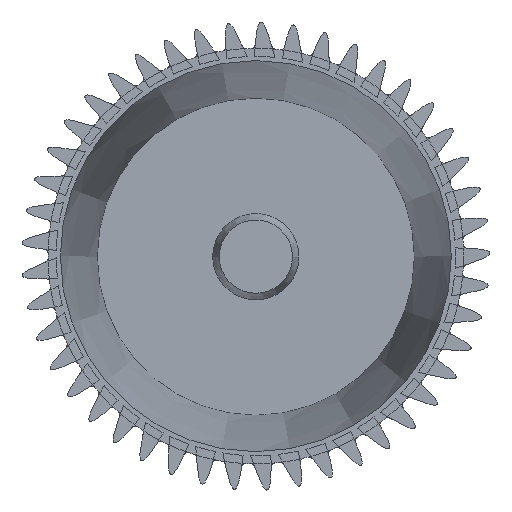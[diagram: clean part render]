
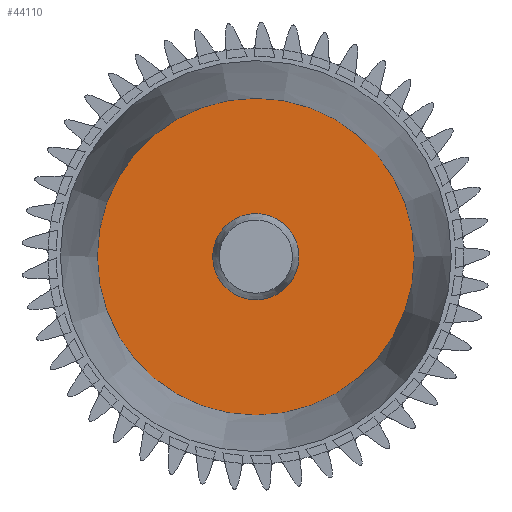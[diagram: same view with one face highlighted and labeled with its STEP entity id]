
A CAD part, top view. The second image highlights one B-rep face of the part: STEP entity #44110.
In plain terms, the highlighted planar face has unit normal (0, 0, 1).
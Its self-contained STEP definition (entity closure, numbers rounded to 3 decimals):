
#7960 = CONICAL_SURFACE('',#7961,39.,0.108);
#7961 = AXIS2_PLACEMENT_3D('',#7962,#7963,#7964);
#7962 = CARTESIAN_POINT('',(0.,0.,0.));
#7963 = DIRECTION('',(0.,0.,1.));
#7964 = DIRECTION('',(1.,0.,0.));
#25934 = EDGE_CURVE('',#25935,#25935,#25937,.T.);
#25935 = VERTEX_POINT('',#25936);
#25936 = CARTESIAN_POINT('',(39.,0.,0.));
#25937 = SURFACE_CURVE('',#25938,(#25943,#25950),.PCURVE_S1.);
#25938 = CIRCLE('',#25939,39.);
#25939 = AXIS2_PLACEMENT_3D('',#25940,#25941,#25942);
#25940 = CARTESIAN_POINT('',(0.,0.,0.));
#25941 = DIRECTION('',(0.,0.,-1.));
#25942 = DIRECTION('',(1.,0.,0.));
#25943 = PCURVE('',#7960,#25944);
#25944 = DEFINITIONAL_REPRESENTATION('',(#25945),#25949);
#25945 = LINE('',#25946,#25947);
#25946 = CARTESIAN_POINT('',(-0.,0.));
#25947 = VECTOR('',#25948,1.);
#25948 = DIRECTION('',(-1.,0.));
#25949 = ( GEOMETRIC_REPRESENTATION_CONTEXT(2) 
PARAMETRIC_REPRESENTATION_CONTEXT() REPRESENTATION_CONTEXT('2D SPACE',''
  ) );
#25950 = PCURVE('',#25951,#25956);
#25951 = PLANE('',#25952);
#25952 = AXIS2_PLACEMENT_3D('',#25953,#25954,#25955);
#25953 = CARTESIAN_POINT('',(0.,0.,0.));
#25954 = DIRECTION('',(0.,0.,-1.));
#25955 = DIRECTION('',(1.,0.,0.));
#25956 = DEFINITIONAL_REPRESENTATION('',(#25957),#25961);
#25957 = CIRCLE('',#25958,39.);
#25958 = AXIS2_PLACEMENT_2D('',#25959,#25960);
#25959 = CARTESIAN_POINT('',(0.,0.));
#25960 = DIRECTION('',(1.,-0.));
#25961 = ( GEOMETRIC_REPRESENTATION_CONTEXT(2) 
PARAMETRIC_REPRESENTATION_CONTEXT() REPRESENTATION_CONTEXT('2D SPACE',''
  ) );
#44110 = ADVANCED_FACE('',(#44111,#44142),#25951,.F.);
#44111 = FACE_BOUND('',#44112,.T.);
#44112 = EDGE_LOOP('',(#44113));
#44113 = ORIENTED_EDGE('',*,*,#44114,.T.);
#44114 = EDGE_CURVE('',#44115,#44115,#44117,.T.);
#44115 = VERTEX_POINT('',#44116);
#44116 = CARTESIAN_POINT('',(10.608,0.,0.));
#44117 = SURFACE_CURVE('',#44118,(#44123,#44130),.PCURVE_S1.);
#44118 = CIRCLE('',#44119,10.608);
#44119 = AXIS2_PLACEMENT_3D('',#44120,#44121,#44122);
#44120 = CARTESIAN_POINT('',(0.,0.,0.));
#44121 = DIRECTION('',(0.,0.,-1.));
#44122 = DIRECTION('',(1.,0.,0.));
#44123 = PCURVE('',#25951,#44124);
#44124 = DEFINITIONAL_REPRESENTATION('',(#44125),#44129);
#44125 = CIRCLE('',#44126,10.608);
#44126 = AXIS2_PLACEMENT_2D('',#44127,#44128);
#44127 = CARTESIAN_POINT('',(0.,0.));
#44128 = DIRECTION('',(1.,-0.));
#44129 = ( GEOMETRIC_REPRESENTATION_CONTEXT(2) 
PARAMETRIC_REPRESENTATION_CONTEXT() REPRESENTATION_CONTEXT('2D SPACE',''
  ) );
#44130 = PCURVE('',#44131,#44136);
#44131 = CONICAL_SURFACE('',#44132,9.,0.262);
#44132 = AXIS2_PLACEMENT_3D('',#44133,#44134,#44135);
#44133 = CARTESIAN_POINT('',(0.,0.,6.));
#44134 = DIRECTION('',(0.,0.,-1.));
#44135 = DIRECTION('',(1.,0.,0.));
#44136 = DEFINITIONAL_REPRESENTATION('',(#44137),#44141);
#44137 = LINE('',#44138,#44139);
#44138 = CARTESIAN_POINT('',(0.,6.));
#44139 = VECTOR('',#44140,1.);
#44140 = DIRECTION('',(1.,0.));
#44141 = ( GEOMETRIC_REPRESENTATION_CONTEXT(2) 
PARAMETRIC_REPRESENTATION_CONTEXT() REPRESENTATION_CONTEXT('2D SPACE',''
  ) );
#44142 = FACE_BOUND('',#44143,.T.);
#44143 = EDGE_LOOP('',(#44144));
#44144 = ORIENTED_EDGE('',*,*,#25934,.F.);
